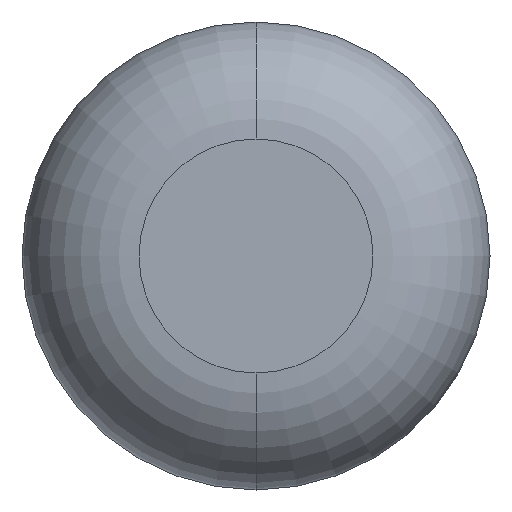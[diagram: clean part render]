
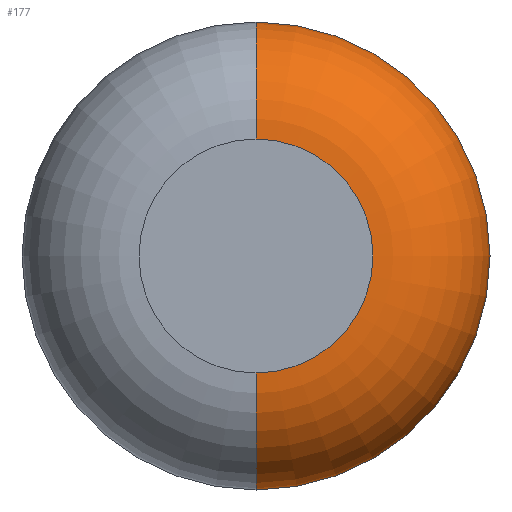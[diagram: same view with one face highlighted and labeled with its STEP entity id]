
A CAD part, front view. The second image highlights one B-rep face of the part: STEP entity #177.
In plain terms, the highlighted toroidal (fillet/blend) face has major radius 3.175 mm and minor radius 3.175 mm.
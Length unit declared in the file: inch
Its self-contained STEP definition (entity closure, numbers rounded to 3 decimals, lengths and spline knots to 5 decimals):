
#1 = FACE_OUTER_BOUND ( 'NONE', #216, .T. ) ;
#12 = VERTEX_POINT ( 'NONE', #230 ) ;
#14 = AXIS2_PLACEMENT_3D ( 'NONE', #220, #247, #274 ) ;
#18 = CIRCLE ( 'NONE', #235, 0.125 ) ;
#30 = AXIS2_PLACEMENT_3D ( 'NONE', #391, #50, #292 ) ;
#47 = VERTEX_POINT ( 'NONE', #268 ) ;
#50 = DIRECTION ( 'NONE',  ( 1., 0., 0. ) ) ;
#89 = DIRECTION ( 'NONE',  ( 0., 0., -1. ) ) ;
#96 = CIRCLE ( 'NONE', #383, 0.25 ) ;
#104 = AXIS2_PLACEMENT_3D ( 'NONE', #121, #371, #89 ) ;
#111 = ORIENTED_EDGE ( 'NONE', *, *, #210, .F. ) ;
#121 = CARTESIAN_POINT ( 'NONE',  ( 0., 0.125, 0. ) ) ;
#130 = DIRECTION ( 'NONE',  ( -1., 0., 0. ) ) ;
#141 = ORIENTED_EDGE ( 'NONE', *, *, #259, .T. ) ;
#155 = ORIENTED_EDGE ( 'NONE', *, *, #327, .T. ) ;
#177 = ADVANCED_FACE ( 'NONE', ( #1 ), #377, .T. ) ;
#199 = EDGE_CURVE ( 'NONE', #370, #12, #227, .T. ) ;
#210 = EDGE_CURVE ( 'NONE', #47, #370, #18, .T. ) ;
#216 = EDGE_LOOP ( 'NONE', ( #155, #141, #350, #111 ) ) ;
#220 = CARTESIAN_POINT ( 'NONE',  ( 0., 0., 0. ) ) ;
#227 = CIRCLE ( 'NONE', #14, 0.125 ) ;
#230 = CARTESIAN_POINT ( 'NONE',  ( 0., 0., 0.125 ) ) ;
#235 = AXIS2_PLACEMENT_3D ( 'NONE', #275, #130, #245 ) ;
#242 = DIRECTION ( 'NONE',  ( 0., 0., -1. ) ) ;
#245 = DIRECTION ( 'NONE',  ( 0., 0., 1. ) ) ;
#246 = DIRECTION ( 'NONE',  ( 0., -1., 0. ) ) ;
#247 = DIRECTION ( 'NONE',  ( 0., -1., 0. ) ) ;
#259 = EDGE_CURVE ( 'NONE', #285, #12, #348, .T. ) ;
#266 = CARTESIAN_POINT ( 'NONE',  ( 0., 0.125, 0. ) ) ;
#268 = CARTESIAN_POINT ( 'NONE',  ( 0., 0.125, -0.25 ) ) ;
#274 = DIRECTION ( 'NONE',  ( 0., 0., -1. ) ) ;
#275 = CARTESIAN_POINT ( 'NONE',  ( 0., 0.125, -0.125 ) ) ;
#285 = VERTEX_POINT ( 'NONE', #397 ) ;
#292 = DIRECTION ( 'NONE',  ( 0., 0., -1. ) ) ;
#326 = CARTESIAN_POINT ( 'NONE',  ( 0., 0., -0.125 ) ) ;
#327 = EDGE_CURVE ( 'NONE', #47, #285, #96, .T. ) ;
#348 = CIRCLE ( 'NONE', #30, 0.125 ) ;
#350 = ORIENTED_EDGE ( 'NONE', *, *, #199, .F. ) ;
#370 = VERTEX_POINT ( 'NONE', #326 ) ;
#371 = DIRECTION ( 'NONE',  ( 0., -1., 0. ) ) ;
#377 = TOROIDAL_SURFACE ( 'NONE', #104, 0.125, 0.125 ) ;
#383 = AXIS2_PLACEMENT_3D ( 'NONE', #266, #246, #242 ) ;
#391 = CARTESIAN_POINT ( 'NONE',  ( 0., 0.125, 0.125 ) ) ;
#397 = CARTESIAN_POINT ( 'NONE',  ( 0., 0.125, 0.25 ) ) ;
